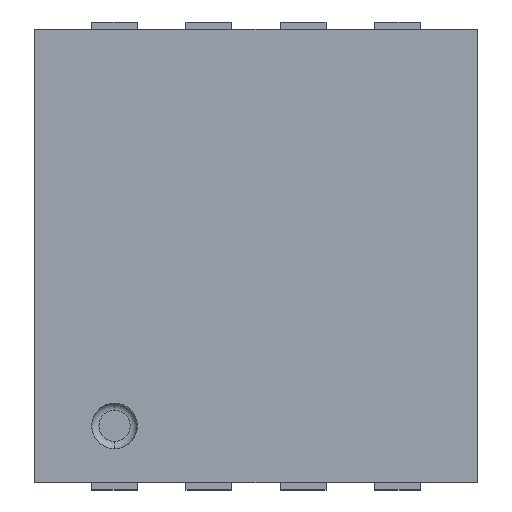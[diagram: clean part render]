
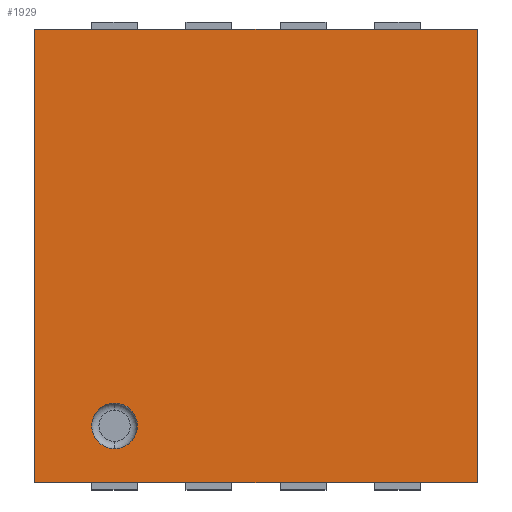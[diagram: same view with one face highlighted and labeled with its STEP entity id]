
A CAD part, top view. The second image highlights one B-rep face of the part: STEP entity #1929.
In plain terms, the highlighted planar face has unit normal (0, 0, 1).
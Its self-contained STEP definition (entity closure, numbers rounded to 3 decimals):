
#1776 = VERTEX_POINT('',#1777);
#1777 = CARTESIAN_POINT('',(-0.975,-1.329,0.8));
#1784 = EDGE_CURVE('',#1785,#1776,#1787,.T.);
#1785 = VERTEX_POINT('',#1786);
#1786 = CARTESIAN_POINT('',(-0.975,-1.014,0.8));
#1787 = CIRCLE('',#1788,0.158);
#1788 = AXIS2_PLACEMENT_3D('',#1789,#1790,#1791);
#1789 = CARTESIAN_POINT('',(-0.975,-1.172,0.8));
#1790 = DIRECTION('',(-0.,0.,1.));
#1791 = DIRECTION('',(0.,-1.,0.));
#1820 = VERTEX_POINT('',#1821);
#1821 = CARTESIAN_POINT('',(-1.525,-1.563,0.8));
#1827 = EDGE_CURVE('',#1828,#1820,#1830,.T.);
#1828 = VERTEX_POINT('',#1829);
#1829 = CARTESIAN_POINT('',(-1.525,1.563,0.8));
#1830 = LINE('',#1831,#1832);
#1831 = CARTESIAN_POINT('',(-1.525,-1.563,0.8));
#1832 = VECTOR('',#1833,1.);
#1833 = DIRECTION('',(0.,-1.,0.));
#1858 = VERTEX_POINT('',#1859);
#1859 = CARTESIAN_POINT('',(1.525,-1.563,0.8));
#1865 = EDGE_CURVE('',#1820,#1858,#1866,.T.);
#1866 = LINE('',#1867,#1868);
#1867 = CARTESIAN_POINT('',(1.525,-1.563,0.8));
#1868 = VECTOR('',#1869,1.);
#1869 = DIRECTION('',(1.,0.,0.));
#1889 = VERTEX_POINT('',#1890);
#1890 = CARTESIAN_POINT('',(1.525,1.563,0.8));
#1896 = EDGE_CURVE('',#1858,#1889,#1897,.T.);
#1897 = LINE('',#1898,#1899);
#1898 = CARTESIAN_POINT('',(1.525,-1.563,0.8));
#1899 = VECTOR('',#1900,1.);
#1900 = DIRECTION('',(0.,1.,0.));
#1918 = EDGE_CURVE('',#1889,#1828,#1919,.T.);
#1919 = LINE('',#1920,#1921);
#1920 = CARTESIAN_POINT('',(1.525,1.563,0.8));
#1921 = VECTOR('',#1922,1.);
#1922 = DIRECTION('',(-1.,0.,0.));
#1929 = ADVANCED_FACE('',(#1930,#1940),#1946,.T.);
#1930 = FACE_BOUND('',#1931,.T.);
#1931 = EDGE_LOOP('',(#1932,#1939));
#1932 = ORIENTED_EDGE('',*,*,#1933,.F.);
#1933 = EDGE_CURVE('',#1776,#1785,#1934,.T.);
#1934 = CIRCLE('',#1935,0.158);
#1935 = AXIS2_PLACEMENT_3D('',#1936,#1937,#1938);
#1936 = CARTESIAN_POINT('',(-0.975,-1.172,0.8));
#1937 = DIRECTION('',(-0.,0.,1.));
#1938 = DIRECTION('',(0.,-1.,0.));
#1939 = ORIENTED_EDGE('',*,*,#1784,.F.);
#1940 = FACE_BOUND('',#1941,.T.);
#1941 = EDGE_LOOP('',(#1942,#1943,#1944,#1945));
#1942 = ORIENTED_EDGE('',*,*,#1827,.T.);
#1943 = ORIENTED_EDGE('',*,*,#1865,.T.);
#1944 = ORIENTED_EDGE('',*,*,#1896,.T.);
#1945 = ORIENTED_EDGE('',*,*,#1918,.T.);
#1946 = PLANE('',#1947);
#1947 = AXIS2_PLACEMENT_3D('',#1948,#1949,#1950);
#1948 = CARTESIAN_POINT('',(0.,0.,0.8));
#1949 = DIRECTION('',(0.,0.,1.));
#1950 = DIRECTION('',(0.,-1.,0.));
